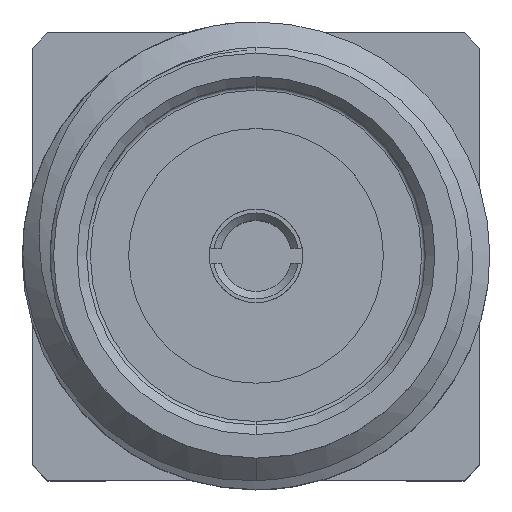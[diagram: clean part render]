
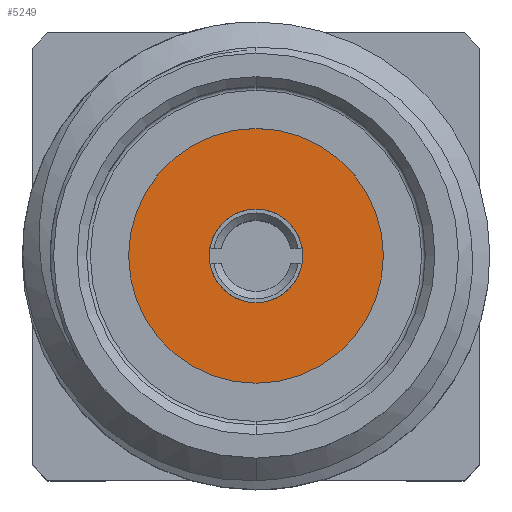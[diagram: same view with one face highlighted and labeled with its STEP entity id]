
A CAD part, top view. The second image highlights one B-rep face of the part: STEP entity #5249.
In plain terms, the highlighted face is planar.
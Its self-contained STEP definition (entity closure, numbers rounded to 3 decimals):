
#5122 = VERTEX_POINT('',#5123);
#5123 = CARTESIAN_POINT('',(0.,7.44,-0.635));
#5141 = VERTEX_POINT('',#5142);
#5142 = CARTESIAN_POINT('',(0.,7.44,0.635));
#5148 = EDGE_CURVE('',#5141,#5122,#5149,.T.);
#5149 = CIRCLE('',#5150,0.635);
#5150 = AXIS2_PLACEMENT_3D('',#5151,#5152,#5153);
#5151 = CARTESIAN_POINT('',(0.,7.44,0.));
#5152 = DIRECTION('',(0.,-1.,-0.));
#5153 = DIRECTION('',(0.,0.,-1.));
#5163 = EDGE_CURVE('',#5164,#5166,#5168,.T.);
#5164 = VERTEX_POINT('',#5165);
#5165 = CARTESIAN_POINT('',(0.,7.44,-1.73));
#5166 = VERTEX_POINT('',#5167);
#5167 = CARTESIAN_POINT('',(0.,7.44,1.73));
#5168 = CIRCLE('',#5169,1.73);
#5169 = AXIS2_PLACEMENT_3D('',#5170,#5171,#5172);
#5170 = CARTESIAN_POINT('',(0.,7.44,0.));
#5171 = DIRECTION('',(0.,-1.,-0.));
#5172 = DIRECTION('',(0.,0.,-1.));
#5206 = EDGE_CURVE('',#5166,#5164,#5207,.T.);
#5207 = CIRCLE('',#5208,1.73);
#5208 = AXIS2_PLACEMENT_3D('',#5209,#5210,#5211);
#5209 = CARTESIAN_POINT('',(0.,7.44,0.));
#5210 = DIRECTION('',(0.,-1.,-0.));
#5211 = DIRECTION('',(0.,0.,-1.));
#5237 = EDGE_CURVE('',#5122,#5141,#5238,.T.);
#5238 = CIRCLE('',#5239,0.635);
#5239 = AXIS2_PLACEMENT_3D('',#5240,#5241,#5242);
#5240 = CARTESIAN_POINT('',(0.,7.44,0.));
#5241 = DIRECTION('',(0.,-1.,-0.));
#5242 = DIRECTION('',(0.,0.,-1.));
#5249 = ADVANCED_FACE('',(#5250,#5254),#5258,.F.);
#5250 = FACE_BOUND('',#5251,.T.);
#5251 = EDGE_LOOP('',(#5252,#5253));
#5252 = ORIENTED_EDGE('',*,*,#5237,.T.);
#5253 = ORIENTED_EDGE('',*,*,#5148,.T.);
#5254 = FACE_BOUND('',#5255,.T.);
#5255 = EDGE_LOOP('',(#5256,#5257));
#5256 = ORIENTED_EDGE('',*,*,#5163,.F.);
#5257 = ORIENTED_EDGE('',*,*,#5206,.F.);
#5258 = PLANE('',#5259);
#5259 = AXIS2_PLACEMENT_3D('',#5260,#5261,#5262);
#5260 = CARTESIAN_POINT('',(-2.25,7.44,0.));
#5261 = DIRECTION('',(0.,-1.,-0.));
#5262 = DIRECTION('',(0.,0.,-1.));
